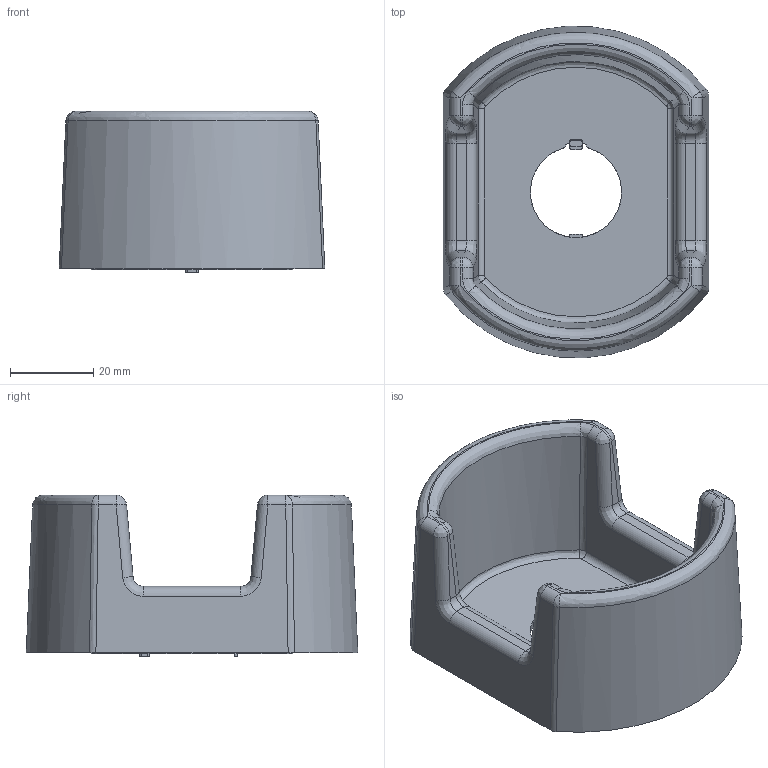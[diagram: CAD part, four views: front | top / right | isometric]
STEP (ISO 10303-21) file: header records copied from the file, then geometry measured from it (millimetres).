
FILE_DESCRIPTION (( 'STEP AP203' ), '1' );
FILE_NAME ('HW9Z-KG1_rev0.0.STEP', '2022-03-18T06:22:45', ( '' ), ( '' ), 'SwSTEP 2.0', 'SolidWorks 2019', '' );
FILE_SCHEMA (( 'CONFIG_CONTROL_DESIGN' ));
Length unit declared in the file: millimetre
Products named in the file (1): HW9Z-KG1_rev0.0
Bounding box: 64 x 79.88 x 39 mm (x, y, z)
Volume: 52341 mm3; surface area: 21119 mm2
Topology: 1 solids, 1 shells, 132 faces, 314 edges, 186 vertices
Faces by surface type: cylinder 54, bspline 46, plane 32
Full cylindrical faces by diameter (mm): 25.5 x1, 48.6 x1
Entity records: 5521 total; most frequent: CARTESIAN_POINT 2669, ORIENTED_EDGE 624, DIRECTION 524, EDGE_CURVE 312, AXIS2_PLACEMENT_3D 195, VERTEX_POINT 186, EDGE_LOOP 138, LINE 134
